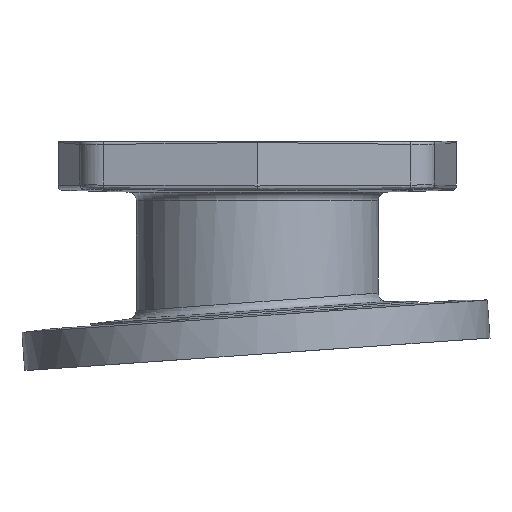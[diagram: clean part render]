
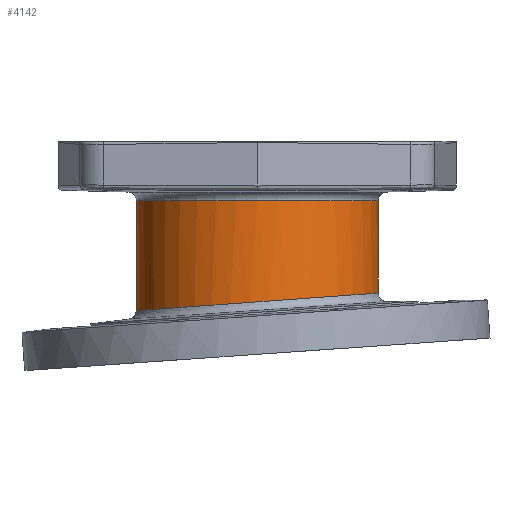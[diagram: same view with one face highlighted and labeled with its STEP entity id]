
A CAD part, left-side view. The second image highlights one B-rep face of the part: STEP entity #4142.
In plain terms, the highlighted cylindrical face has radius 44.45 mm (diameter 88.9 mm), a partial arc.
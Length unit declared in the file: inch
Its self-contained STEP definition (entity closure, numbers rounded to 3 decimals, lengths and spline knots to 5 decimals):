
#1020=DIRECTION('',(0.,0.,-1.));
#1021=VECTOR('',#1020,1.59172);
#1022=CARTESIAN_POINT('',(0.,1.75,-0.90136));
#1023=LINE('',#1022,#1021);
#1049=DIRECTION('',(0.,0.,-1.));
#1050=VECTOR('',#1049,1.33671);
#1051=CARTESIAN_POINT('',(0.,-1.75,-0.90136));
#1052=LINE('',#1051,#1050);
#1053=CARTESIAN_POINT('',(0.,0.,-0.90136));
#1054=DIRECTION('',(0.,0.,-1.));
#1055=DIRECTION('',(0.,-1.,0.));
#1056=AXIS2_PLACEMENT_3D('',#1053,#1054,#1055);
#1058=CARTESIAN_POINT('',(0.,-1.75,
-2.23807));
#1059=CARTESIAN_POINT('',(-0.04201,-1.75,
-2.23807));
#1060=CARTESIAN_POINT('',(-0.13278,-1.747,
-2.23829));
#1061=CARTESIAN_POINT('',(-0.28841,-1.72874,
-2.23962));
#1062=CARTESIAN_POINT('',(-0.46108,-1.69159,
-2.24232));
#1063=CARTESIAN_POINT('',(-0.64766,-1.63008,
-2.24679));
#1064=CARTESIAN_POINT('',(-0.84624,-1.53775,
-2.2535));
#1065=CARTESIAN_POINT('',(-1.06006,-1.40122,
-2.26343));
#1066=CARTESIAN_POINT('',(-1.27365,-1.21194,
-2.27719));
#1067=CARTESIAN_POINT('',(-1.45734,-0.98342,
-2.29381));
#1068=CARTESIAN_POINT('',(-1.59993,-0.72881,
-2.31234));
#1069=CARTESIAN_POINT('',(-1.69875,-0.45297,
-2.33242));
#1070=CARTESIAN_POINT('',(-1.75033,-0.16553,
-2.35335));
#1071=CARTESIAN_POINT('',(-1.75346,0.12842,
-2.37477));
#1072=CARTESIAN_POINT('',(-1.70789,0.41741,
-2.39583));
#1073=CARTESIAN_POINT('',(-1.61437,0.69634,
-2.41617));
#1074=CARTESIAN_POINT('',(-1.47682,0.95389,
-2.43496));
#1075=CARTESIAN_POINT('',(-1.29793,1.18589,
-2.45189));
#1076=CARTESIAN_POINT('',(-1.08392,1.38416,
-2.46636));
#1077=CARTESIAN_POINT('',(-0.83987,1.54451,
-2.47807));
#1078=CARTESIAN_POINT('',(-0.57252,1.66224,
-2.48667));
#1079=CARTESIAN_POINT('',(-0.28993,1.73397,
-2.49191));
#1080=CARTESIAN_POINT('',(-0.09658,1.75,
-2.49308));
#1081=CARTESIAN_POINT('',(0.,1.75,
-2.49308));
#2110=CARTESIAN_POINT('',(0.,-1.75,-0.90136));
#2111=CARTESIAN_POINT('',(0.,1.75,-0.90136));
#2112=VERTEX_POINT('',#2110);
#2113=VERTEX_POINT('',#2111);
#2114=VERTEX_POINT('',#1058);
#2115=VERTEX_POINT('',#1081);
#4130=CARTESIAN_POINT('',(0.,0.,0.2125));
#4131=DIRECTION('',(0.,0.,-1.));
#4132=DIRECTION('',(0.,-1.,0.));
#4133=AXIS2_PLACEMENT_3D('',#4130,#4131,#4132);
#4134=CYLINDRICAL_SURFACE('',#4133,1.75);
#4135=ORIENTED_EDGE('',*,*,#4095,.F.);
#4136=ORIENTED_EDGE('',*,*,#4125,.T.);
#4138=ORIENTED_EDGE('',*,*,#4137,.T.);
#4139=ORIENTED_EDGE('',*,*,#4121,.F.);
#4140=EDGE_LOOP('',(#4135,#4136,#4138,#4139));
#4141=FACE_OUTER_BOUND('',#4140,.F.);
#1057=CIRCLE('',#1056,1.75);
#1082=B_SPLINE_CURVE_WITH_KNOTS('',3,(#1058,#1059,#1060,#1061,#1062,#1063,#1064,
#1065,#1066,#1067,#1068,#1069,#1070,#1071,#1072,#1073,#1074,#1075,#1076,#1077,
#1078,#1079,#1080,#1081),.UNSPECIFIED.,.F.,.F.,(4,1,1,1,1,1,1,1,1,1,1,1,1,1,1,1,
1,1,1,1,1,4),(0.,0.04762,0.09524,0.14286,
0.19048,0.2381,0.28571,0.33333,
0.38095,0.42857,0.47619,0.52381,
0.57143,0.61905,0.66667,0.71429,
0.7619,0.80952,0.85714,0.90476,
0.95238,1.),.UNSPECIFIED.);
#4095=EDGE_CURVE('',#2112,#2113,#1057,.T.);
#4121=EDGE_CURVE('',#2113,#2115,#1023,.T.);
#4125=EDGE_CURVE('',#2112,#2114,#1052,.T.);
#4137=EDGE_CURVE('',#2114,#2115,#1082,.T.);
#4142=ADVANCED_FACE('',(#4141),#4134,.T.);
